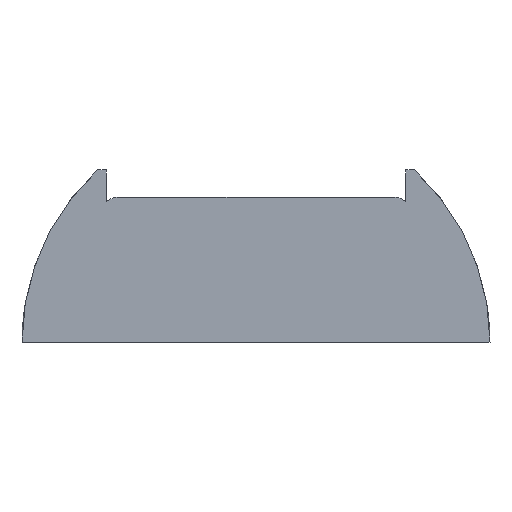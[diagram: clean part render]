
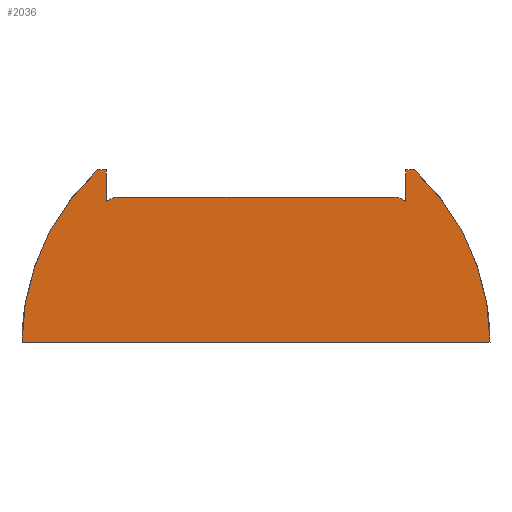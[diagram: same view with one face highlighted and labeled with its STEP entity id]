
A CAD part, front view. The second image highlights one B-rep face of the part: STEP entity #2036.
In plain terms, the highlighted planar face has unit normal (0, -1, 0).
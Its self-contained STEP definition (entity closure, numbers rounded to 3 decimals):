
#188=FACE_OUTER_BOUND('',#300,.T.);
#300=EDGE_LOOP('',(#1870,#1871,#1872,#1873,#1874,#1875,#1876,#1877,#1878,
#1879));
#382=LINE('',#3171,#578);
#385=LINE('',#3177,#581);
#425=LINE('',#3297,#621);
#492=LINE('',#3587,#688);
#494=LINE('',#3591,#690);
#496=LINE('',#3597,#692);
#578=VECTOR('',#2468,10.);
#581=VECTOR('',#2473,10.);
#621=VECTOR('',#2591,10.);
#688=VECTOR('',#2800,10.);
#690=VECTOR('',#2804,10.);
#692=VECTOR('',#2812,10.);
#730=CIRCLE('',#2124,25.825);
#734=CIRCLE('',#2133,2.);
#778=CIRCLE('',#2244,25.825);
#779=CIRCLE('',#2247,2.);
#873=VERTEX_POINT('',#3068);
#874=VERTEX_POINT('',#3070);
#884=VERTEX_POINT('',#3168);
#885=VERTEX_POINT('',#3170);
#886=VERTEX_POINT('',#3174);
#887=VERTEX_POINT('',#3176);
#888=VERTEX_POINT('',#3180);
#928=VERTEX_POINT('',#3296);
#981=VERTEX_POINT('',#3589);
#982=VERTEX_POINT('',#3593);
#1093=EDGE_CURVE('',#874,#873,#730,.T.);
#1109=EDGE_CURVE('',#884,#885,#382,.T.);
#1112=EDGE_CURVE('',#887,#886,#385,.T.);
#1114=EDGE_CURVE('',#887,#888,#734,.T.);
#1173=EDGE_CURVE('',#928,#888,#425,.T.);
#1275=EDGE_CURVE('',#873,#885,#492,.T.);
#1277=EDGE_CURVE('',#874,#981,#494,.T.);
#1278=EDGE_CURVE('',#982,#981,#778,.T.);
#1280=EDGE_CURVE('',#886,#982,#496,.T.);
#1281=EDGE_CURVE('',#928,#884,#779,.T.);
#1870=ORIENTED_EDGE('',*,*,#1109,.F.);
#1871=ORIENTED_EDGE('',*,*,#1281,.F.);
#1872=ORIENTED_EDGE('',*,*,#1173,.T.);
#1873=ORIENTED_EDGE('',*,*,#1114,.F.);
#1874=ORIENTED_EDGE('',*,*,#1112,.T.);
#1875=ORIENTED_EDGE('',*,*,#1280,.T.);
#1876=ORIENTED_EDGE('',*,*,#1278,.T.);
#1877=ORIENTED_EDGE('',*,*,#1277,.F.);
#1878=ORIENTED_EDGE('',*,*,#1093,.T.);
#1879=ORIENTED_EDGE('',*,*,#1275,.T.);
#1935=PLANE('',#2248);
#2036=ADVANCED_FACE('',(#188),#1935,.T.);
#2124=AXIS2_PLACEMENT_3D('',#3071,#2444,#2445);
#2133=AXIS2_PLACEMENT_3D('',#3181,#2477,#2478);
#2244=AXIS2_PLACEMENT_3D('',#3594,#2807,#2808);
#2247=AXIS2_PLACEMENT_3D('',#3599,#2815,#2816);
#2248=AXIS2_PLACEMENT_3D('',#3600,#2817,#2818);
#2444=DIRECTION('center_axis',(0.,-1.,0.));
#2445=DIRECTION('ref_axis',(-1.,0.,0.));
#2468=DIRECTION('',(0.,0.,1.));
#2473=DIRECTION('',(0.,0.,1.));
#2477=DIRECTION('center_axis',(0.,1.,0.));
#2478=DIRECTION('ref_axis',(-0.565,0.,0.825));
#2591=DIRECTION('',(-1.,0.,0.));
#2800=DIRECTION('',(-1.,0.,0.));
#2804=DIRECTION('',(-1.,0.,0.));
#2807=DIRECTION('center_axis',(0.,-1.,0.));
#2808=DIRECTION('ref_axis',(-1.,0.,0.));
#2812=DIRECTION('',(-1.,0.,0.));
#2815=DIRECTION('center_axis',(0.,1.,0.));
#2816=DIRECTION('ref_axis',(0.568,0.,0.823));
#2817=DIRECTION('center_axis',(0.,-1.,0.));
#2818=DIRECTION('ref_axis',(0.,0.,
-1.));
#3068=CARTESIAN_POINT('',(17.491,-19.801,41.783));
#3070=CARTESIAN_POINT('',(25.825,-19.801,22.783));
#3071=CARTESIAN_POINT('Origin',(0.,-19.801,
22.783));
#3168=CARTESIAN_POINT('',(16.533,-19.801,38.262));
#3170=CARTESIAN_POINT('',(16.533,-19.801,41.783));
#3171=CARTESIAN_POINT('',(16.533,-19.801,41.783));
#3174=CARTESIAN_POINT('',(-16.5,-19.801,41.783));
#3176=CARTESIAN_POINT('',(-16.5,-19.801,38.271));
#3177=CARTESIAN_POINT('',(-16.5,-19.801,40.283));
#3180=CARTESIAN_POINT('',(-15.163,-19.801,38.783));
#3181=CARTESIAN_POINT('Origin',(-15.163,-19.801,36.783));
#3296=CARTESIAN_POINT('',(15.186,-19.801,38.783));
#3297=CARTESIAN_POINT('',(1.266,-19.801,38.783));
#3587=CARTESIAN_POINT('',(-3.75,-19.801,41.783));
#3589=CARTESIAN_POINT('',(-25.825,-19.801,22.783));
#3591=CARTESIAN_POINT('',(-14.,-19.801,22.783));
#3593=CARTESIAN_POINT('',(-17.491,-19.801,41.783));
#3594=CARTESIAN_POINT('Origin',(0.,-19.801,
22.783));
#3597=CARTESIAN_POINT('',(-15.745,-19.801,41.783));
#3599=CARTESIAN_POINT('Origin',(15.186,-19.801,36.783));
#3600=CARTESIAN_POINT('Origin',(-14.,-19.801,41.783));
